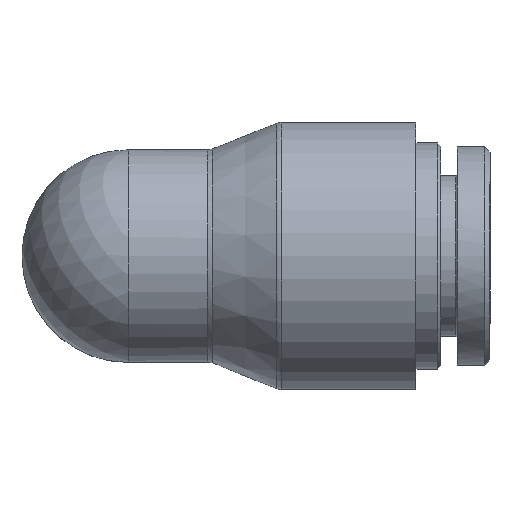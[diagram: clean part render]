
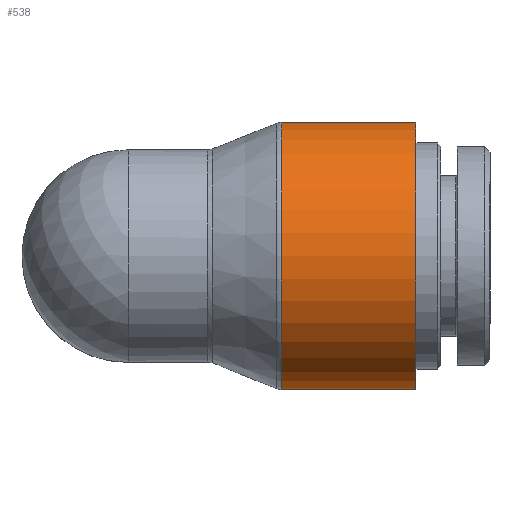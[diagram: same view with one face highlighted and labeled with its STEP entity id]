
A CAD part, top view. The second image highlights one B-rep face of the part: STEP entity #538.
In plain terms, the highlighted cylindrical face has radius 9.75 mm (diameter 19.5 mm), a full revolution.
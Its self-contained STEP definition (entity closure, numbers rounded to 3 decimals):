
#507=CARTESIAN_POINT('',(11.193,9.75,0.));
#508=VERTEX_POINT('',#507);
#509=CARTESIAN_POINT('',(11.193,0.0,0.0));
#510=DIRECTION('',(-1.0,0.0,0.0));
#511=DIRECTION('',(0.0,-1.0,0.0));
#512=AXIS2_PLACEMENT_3D('',#509,#510,#511);
#513=CIRCLE('',#512,9.75);
#514=EDGE_CURVE('',#508,#508,#513,.T.);
#519=CARTESIAN_POINT('',(16.0,0.0,0.0));
#520=DIRECTION('',(1.0,0.0,0.0));
#521=DIRECTION('',(0.0,1.0,0.0));
#522=AXIS2_PLACEMENT_3D('',#519,#520,#521);
#523=CYLINDRICAL_SURFACE('',#522,9.75);
#524=CARTESIAN_POINT('',(21.0,9.75,0.0));
#525=VERTEX_POINT('',#524);
#526=CARTESIAN_POINT('',(21.0,0.0,0.0));
#527=DIRECTION('',(1.0,0.0,0.0));
#528=DIRECTION('',(0.0,1.0,0.0));
#529=AXIS2_PLACEMENT_3D('',#526,#527,#528);
#530=CIRCLE('',#529,9.75);
#531=EDGE_CURVE('',#525,#525,#530,.T.);
#532=ORIENTED_EDGE('',*,*,#531,.F.);
#533=EDGE_LOOP('',(#532));
#534=FACE_OUTER_BOUND('',#533,.T.);
#535=ORIENTED_EDGE('',*,*,#514,.F.);
#536=EDGE_LOOP('',(#535));
#537=FACE_BOUND('',#536,.T.);
#538=ADVANCED_FACE('',(#534,#537),#523,.T.);
